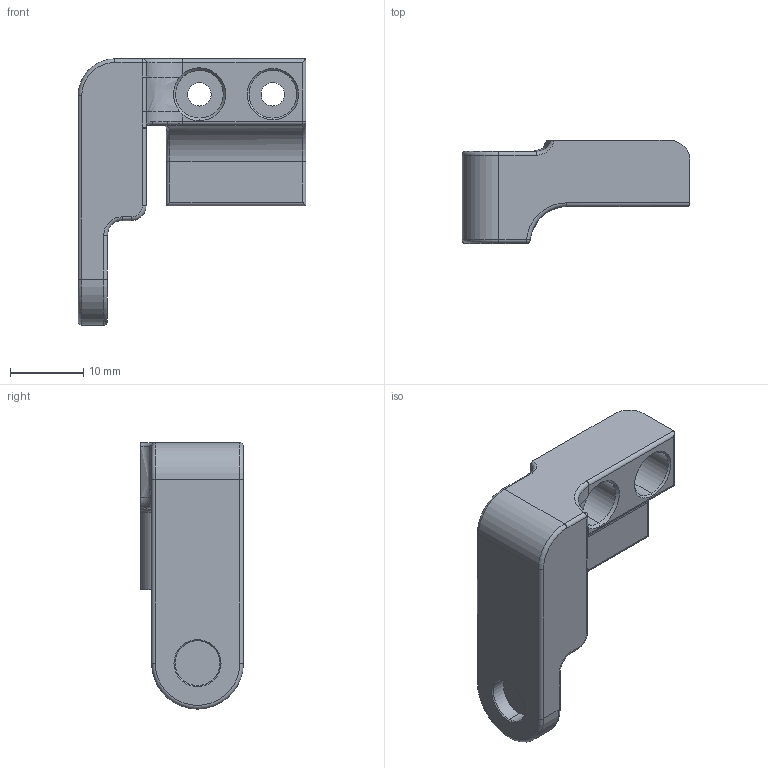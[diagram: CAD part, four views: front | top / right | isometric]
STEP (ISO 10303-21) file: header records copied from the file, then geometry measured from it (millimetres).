
FILE_DESCRIPTION (( 'STEP AP214' ), '1' );
FILE_NAME ('Magnet-Holder.STEP', '2023-12-12T07:38:47', ( '' ), ( '' ), 'SwSTEP 2.0', 'SolidWorks 2022', '' );
FILE_SCHEMA (( 'AUTOMOTIVE_DESIGN' ));
Length unit declared in the file: millimetre
Products named in the file (1): Magnet-Holder
Bounding box: 31 x 14 x 36.23 mm (x, y, z)
Volume: 5319 mm3; surface area: 2989 mm2
Topology: 1 solids, 1 shells, 97 faces, 228 edges, 131 vertices
Faces by surface type: cylinder 40, plane 17, torus 16, bspline 14, cone 7, sphere 3
Entity records: 3373 total; most frequent: CARTESIAN_POINT 1179, DIRECTION 468, ORIENTED_EDGE 448, EDGE_CURVE 224, AXIS2_PLACEMENT_3D 195, VERTEX_POINT 131, CIRCLE 111, EDGE_LOOP 103
